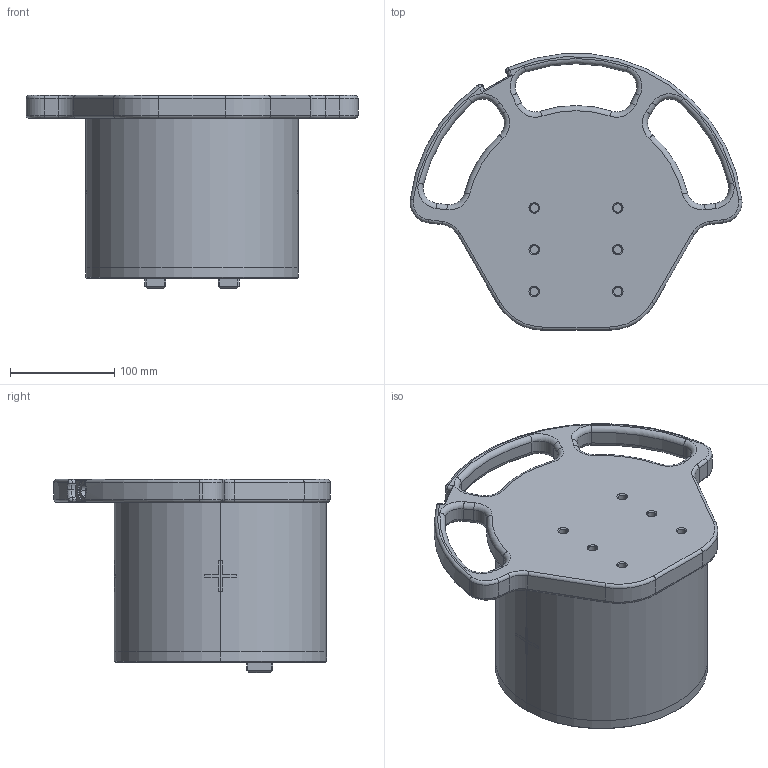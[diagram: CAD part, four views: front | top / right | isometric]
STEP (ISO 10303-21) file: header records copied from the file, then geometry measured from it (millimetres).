
FILE_DESCRIPTION((''),'2;1');
FILE_NAME('459800443051_HEAD_PHANTOM_22SEP_ASM','2021-09-28T11:10:34',('Sheridan'),('Philips Medical Systems Netherlands B.V.'),'CREO PARAMETRIC BY PTC INC, 2019292','CREO PARAMETRIC BY PTC INC, 2019292','');
FILE_SCHEMA(('CONFIG_CONTROL_DESIGN','SHAPE_APPEARANCE_LAYERS_GROUPS'));
Length unit declared in the file: millimetre
Products named in the file (11): PHANTOM_NOAH1; PHANTOM_NOAH5; COMMON_FASTENERS-INCH-WASHER-23; COMMON_FASTENERS-INCH-WASHE-165; MANIFOLD_SOLID_BREP-1027; MANIFOLD_SOLID_BREP-1335; COMMON_FASTENERS-INCH-WASHER-65_ASM; NOAH_PHANTOM72; NOAH_PHANTOM73; COMMON_FASTENERS-INCH-WASHER-59; 459800443051_HEAD_PHANTOM_22SEP_ASM
Assembly tree (14 placements, depth 3):
  459800443051_HEAD_PHANTOM_22SEP_ASM
    PHANTOM_NOAH1
    PHANTOM_NOAH5  x3
    COMMON_FASTENERS-INCH-WASHER-23
    COMMON_FASTENERS-INCH-WASHE-165  x3
    COMMON_FASTENERS-INCH-WASHER-65_ASM
      MANIFOLD_SOLID_BREP-1027
      MANIFOLD_SOLID_BREP-1335
    NOAH_PHANTOM72
    NOAH_PHANTOM73
    COMMON_FASTENERS-INCH-WASHER-59
Bounding box: 317.79 x 264.5 x 185 mm (x, y, z)
Volume: 2469657.3 mm3; surface area: 424485.9 mm2
Topology: 13 solids, 13 shells, 424 faces, 1003 edges, 630 vertices
Faces by surface type: cylinder 181, plane 124, cone 57, torus 54, sphere 5, bspline 3
Entity records: 16401 total; most frequent: CARTESIAN_POINT 2134, DIRECTION 2042, ORIENTED_EDGE 1700, PRESENTATION_STYLE_ASSIGNMENT 1223, STYLED_ITEM 1177, AXIS2_PLACEMENT_3D 856, CURVE_STYLE 850, EDGE_CURVE 850
